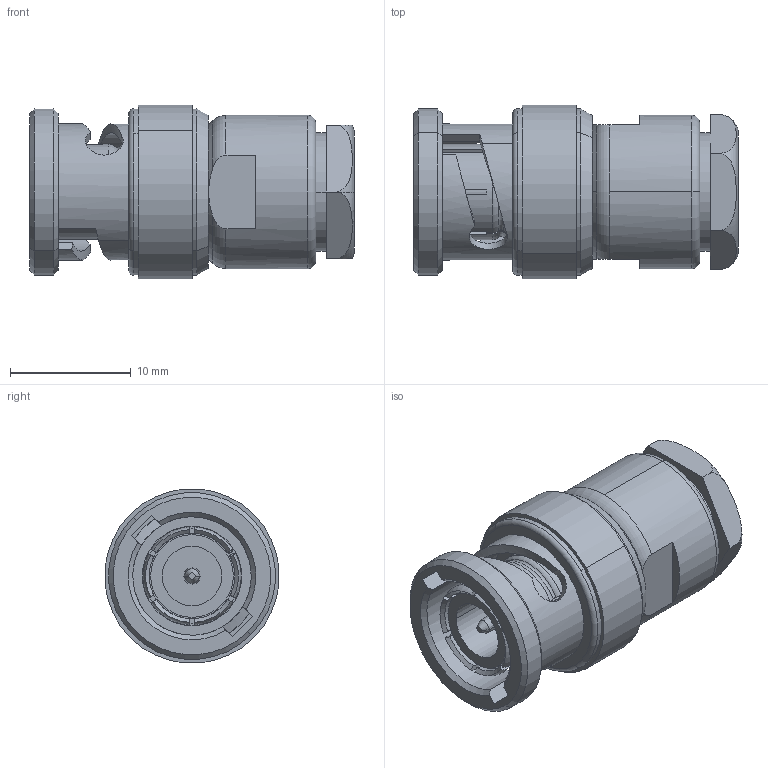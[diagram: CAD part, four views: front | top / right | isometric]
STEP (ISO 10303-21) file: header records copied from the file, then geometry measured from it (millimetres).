
FILE_DESCRIPTION((''),'2;1');
FILE_NAME('31-4541_SW0001','2019-09-18T',('Lokesh'),(''),'CREO PARAMETRIC BY PTC INC, 2018360','CREO PARAMETRIC BY PTC INC, 2018360','');
FILE_SCHEMA(('CONFIG_CONTROL_DESIGN'));
Length unit declared in the file: millimetre
Products named in the file (1): 31-4541_SW0001
Bounding box: 26.94 x 14.42 x 14.42 mm (x, y, z)
Volume: 2635.8 mm3; surface area: 3077.2 mm2
Topology: 1 solids, 1 shells, 190 faces, 505 edges, 328 vertices
Faces by surface type: plane 62, cylinder 60, torus 38, cone 26, bspline 4
Entity records: 7096 total; most frequent: CARTESIAN_POINT 2379, ORIENTED_EDGE 1010, DIRECTION 950, EDGE_CURVE 505, AXIS2_PLACEMENT_3D 387, VERTEX_POINT 328, EDGE_LOOP 215, CIRCLE 201
